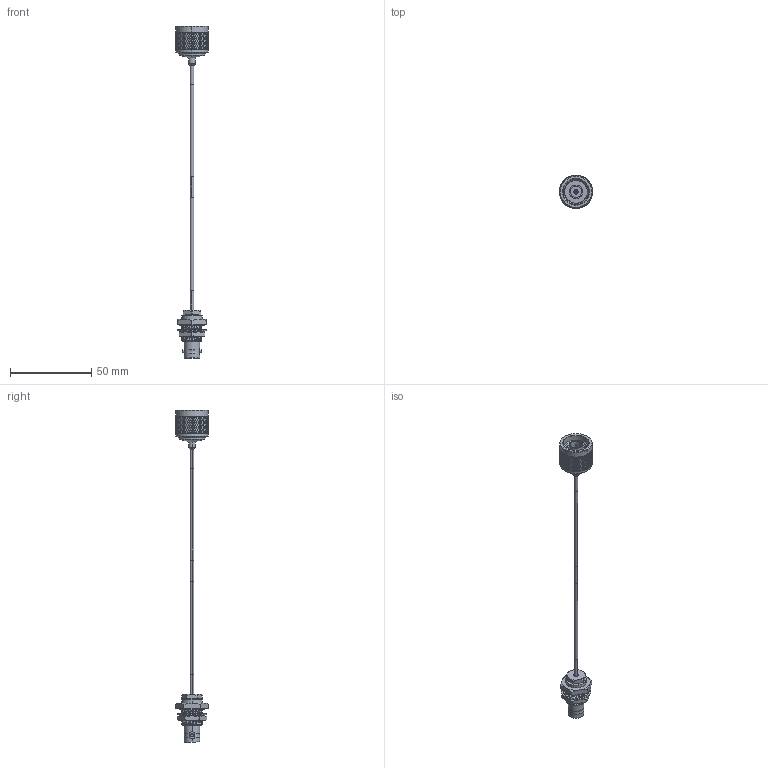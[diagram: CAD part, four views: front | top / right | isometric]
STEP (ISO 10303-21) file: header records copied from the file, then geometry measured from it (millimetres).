
FILE_DESCRIPTION (( 'STEP AP214' ), '1' );
FILE_NAME ('LCCA30570.step', '2020-06-22T21:02:56', ( '' ), ( '' ), 'SwSTEP 2.0', 'SolidWorks 2018', '' );
FILE_SCHEMA (( 'AUTOMOTIVE_DESIGN' ));
Length unit declared in the file: inch
Products named in the file (6): 1AW01-002_.08 ID; LCCN3066; LCCA30570; LCCN3044_HS-2; LC085TB (085 FORMABLE); LCCN3050
Assembly tree (6 placements, depth 2):
  LCCA30570
    LC085TB (085 FORMABLE)
    1AW01-002_.08 ID  x2
    LCCN3066
    LCCN3050
    LCCN3044_HS-2
Bounding box: 20.32 x 20.32 x 203.71 mm (x, y, z)
Volume: 7931.4 mm3; surface area: 7951.4 mm2
Topology: 9 solids, 9 shells, 2604 faces, 5714 edges, 3146 vertices
Faces by surface type: bspline 1878, cylinder 575, plane 85, cone 58, torus 8
Entity records: 115105 total; most frequent: CARTESIAN_POINT 78770, ORIENTED_EDGE 11404, EDGE_CURVE 5702, VERTEX_POINT 3138, DIRECTION 2648, EDGE_LOOP 2624, ADVANCED_FACE 2598, FACE_OUTER_BOUND 2598
